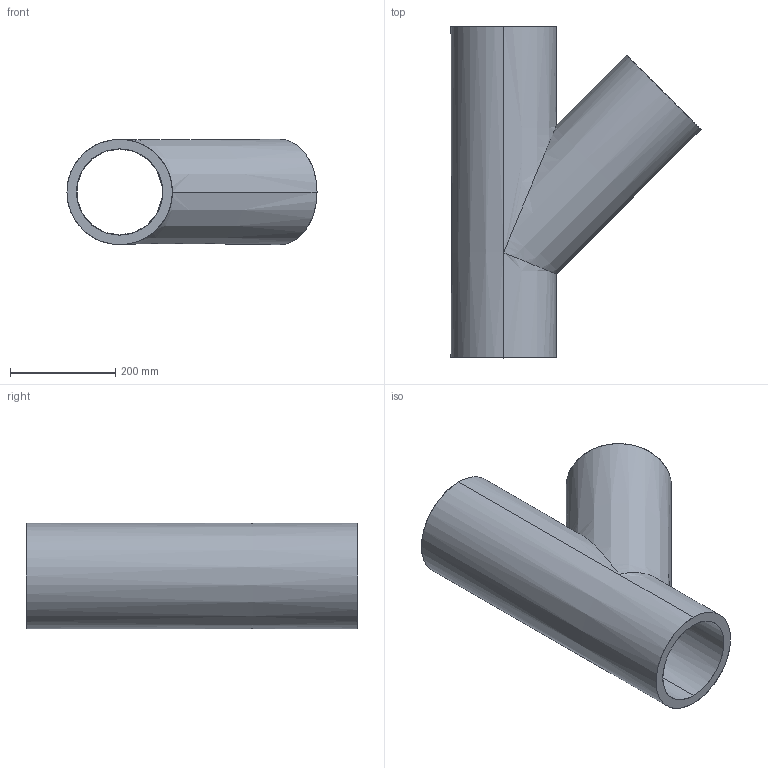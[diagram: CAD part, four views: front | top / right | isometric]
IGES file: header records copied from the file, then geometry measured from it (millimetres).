
Start section: SolidWorks IGES file using analytic representation for surfaces
Global section: file name: Wye Tee 45° SDR11_001 117 0045 0200.igs; native system: SolidWorks 2019; preprocessor: SolidWorks 2019; author: s.cokol; date: 200515.155818; units: millimetre
Bounding box: 474.77 x 630 x 200 mm (x, y, z)
Surface area: 1053164.7 mm2 (no closed solid volume)
Topology: 0 solids, 0 shells, 13 faces, 676 edges, 676 vertices
Faces by surface type: revolution 10, bspline 3
